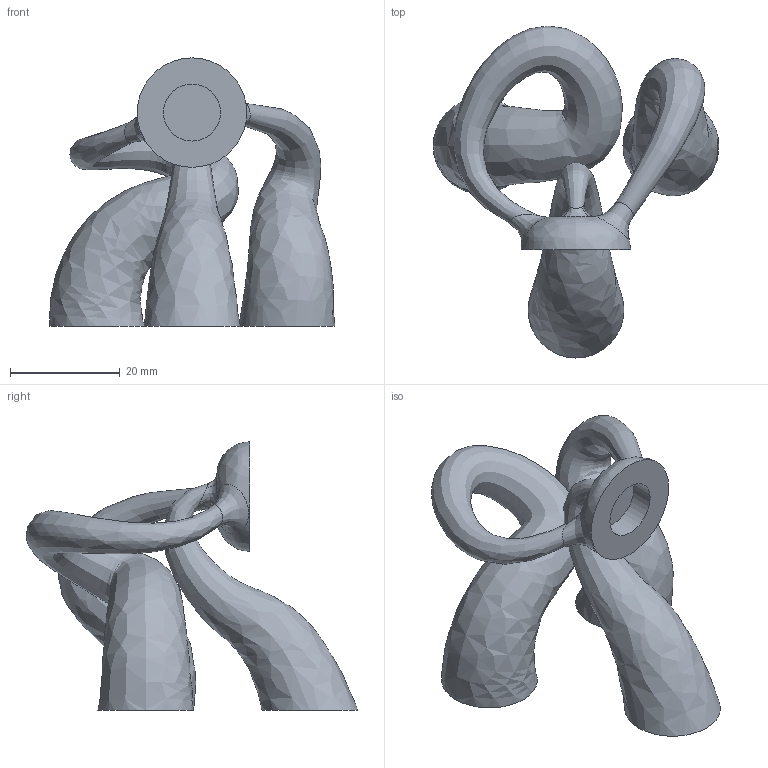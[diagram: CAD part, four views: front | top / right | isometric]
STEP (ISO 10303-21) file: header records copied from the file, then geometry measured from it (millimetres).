
FILE_DESCRIPTION(/* description */ (''),/* implementation_level */ '2;1');
FILE_NAME(/* name */ 'key-holder v2.step',/* time_stamp */ '2022-02-03T05:51:12+00:00',/* author */ (''),/* organization */ (''),/* preprocessor_version */ 'ST-DEVELOPER v18.1',/* originating_system */ 'Autodesk Translation Framework v10.13.0.1454',/* authorisation */ '');
FILE_SCHEMA (('AUTOMOTIVE_DESIGN { 1 0 10303 214 3 1 1 }'));
Length unit declared in the file: millimetre
Products named in the file (1): key-holder
Bounding box: 52.14 x 60.58 x 49 mm (x, y, z)
Volume: 19504.3 mm3; surface area: 8815.8 mm2
Topology: 1 solids, 1 shells, 21 faces, 46 edges, 32 vertices
Faces by surface type: plane 9, bspline 8, cylinder 4
Full cylindrical faces by diameter (mm): 10.4 x4
Entity records: 2974 total; most frequent: CARTESIAN_POINT 2525, ORIENTED_EDGE 92, DIRECTION 68, EDGE_CURVE 46, VERTEX_POINT 32, AXIS2_PLACEMENT_3D 32, EDGE_LOOP 26, B_SPLINE_CURVE_WITH_KNOTS 23
